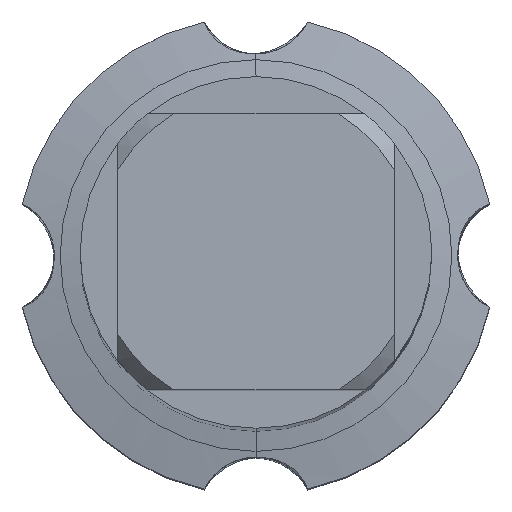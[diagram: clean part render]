
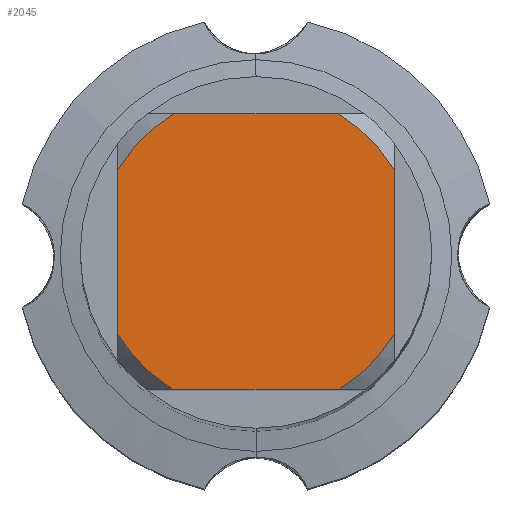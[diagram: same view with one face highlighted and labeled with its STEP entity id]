
A CAD part, top view. The second image highlights one B-rep face of the part: STEP entity #2045.
In plain terms, the highlighted planar face has unit normal (0, 0, 1).
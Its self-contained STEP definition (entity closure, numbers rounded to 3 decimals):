
#1817=EDGE_CURVE('',#3199,#1923,#5359,.T.);
#1849=EDGE_CURVE('',#2617,#5097,#5396,.T.);
#1923=VERTEX_POINT('',#5475);
#2045=ADVANCED_FACE('',(#5607),#5608,.T.);
#2323=EDGE_CURVE('',#3199,#5159,#5914,.T.);
#2601=EDGE_CURVE('',#3469,#3579,#6211,.T.);
#2617=VERTEX_POINT('',#6228);
#2639=EDGE_CURVE('',#2617,#1923,#6252,.T.);
#2921=EDGE_CURVE('',#3469,#5097,#6569,.T.);
#2957=EDGE_CURVE('',#5015,#3579,#6608,.T.);
#3199=VERTEX_POINT('',#6877);
#3469=VERTEX_POINT('',#7177);
#3579=VERTEX_POINT('',#7290);
#4769=EDGE_CURVE('',#5015,#5159,#8569,.T.);
#5015=VERTEX_POINT('',#8836);
#5097=VERTEX_POINT('',#8926);
#5159=VERTEX_POINT('',#8992);
#5359=LINE('',#9279,#9280);
#5396=LINE('',#9344,#9345);
#5475=CARTESIAN_POINT('',(5.5,3.273,0.0));
#5607=FACE_OUTER_BOUND('',#10281,.T.);
#5608=PLANE('',#10282);
#5914=CIRCLE('',#11417,6.4);
#6211=LINE('',#12727,#12728);
#6228=CARTESIAN_POINT('',(3.273,5.5,0.0));
#6252=CIRCLE('',#12908,6.4);
#6569=CIRCLE('',#14004,6.4);
#6608=CIRCLE('',#14219,6.4);
#6877=CARTESIAN_POINT('',(5.5,-3.273,0.0));
#7177=CARTESIAN_POINT('',(-5.5,3.273,0.0));
#7290=CARTESIAN_POINT('',(-5.5,-3.273,0.0));
#8569=LINE('',#22221,#22222);
#8836=CARTESIAN_POINT('',(-3.273,-5.5,0.0));
#8926=CARTESIAN_POINT('',(-3.273,5.5,0.0));
#8992=CARTESIAN_POINT('',(3.273,-5.5,0.0));
#9279=CARTESIAN_POINT('',(5.5,1.6,0.0));
#9280=VECTOR('',#24741,1.0);
#9344=CARTESIAN_POINT('',(0.0,5.5,0.0));
#9345=VECTOR('',#24791,1.0);
#10281=EDGE_LOOP('',(#25000,#25001,#25002,#25003,#25004,#25005,#25006,#25007));
#10282=AXIS2_PLACEMENT_3D('',#25008,#25009,#25010);
#11417=AXIS2_PLACEMENT_3D('',#25583,#25584,#25585);
#12727=CARTESIAN_POINT('',(-5.5,1.6,0.0));
#12728=VECTOR('',#25854,1.0);
#12908=AXIS2_PLACEMENT_3D('',#25890,#25891,#25892);
#14004=AXIS2_PLACEMENT_3D('',#26391,#26392,#26393);
#14219=AXIS2_PLACEMENT_3D('',#26429,#26430,#26431);
#22221=CARTESIAN_POINT('',(0.0,-5.5,0.0));
#22222=VECTOR('',#28408,1.0);
#24741=DIRECTION('',(-0.0,1.0,0.0));
#24791=DIRECTION('',(-1.0,0.0,0.0));
#25000=ORIENTED_EDGE('',*,*,#2601,.T.);
#25001=ORIENTED_EDGE('',*,*,#2957,.F.);
#25002=ORIENTED_EDGE('',*,*,#4769,.T.);
#25003=ORIENTED_EDGE('',*,*,#2323,.F.);
#25004=ORIENTED_EDGE('',*,*,#1817,.T.);
#25005=ORIENTED_EDGE('',*,*,#2639,.F.);
#25006=ORIENTED_EDGE('',*,*,#1849,.T.);
#25007=ORIENTED_EDGE('',*,*,#2921,.F.);
#25008=CARTESIAN_POINT('',(0.0,3.2,0.0));
#25009=DIRECTION('',(-0.0,0.0,1.0));
#25010=DIRECTION('',(0.0,-1.0,0.0));
#25583=CARTESIAN_POINT('',(0.0,0.0,0.0));
#25584=DIRECTION('',(0.0,0.0,-1.0));
#25585=DIRECTION('',(0.0,1.0,0.0));
#25854=DIRECTION('',(-0.0,-1.0,0.0));
#25890=CARTESIAN_POINT('',(0.0,0.0,0.0));
#25891=DIRECTION('',(0.0,0.0,-1.0));
#25892=DIRECTION('',(0.0,1.0,0.0));
#26391=CARTESIAN_POINT('',(0.0,0.0,0.0));
#26392=DIRECTION('',(0.0,0.0,-1.0));
#26393=DIRECTION('',(0.0,1.0,0.0));
#26429=CARTESIAN_POINT('',(0.0,0.0,0.0));
#26430=DIRECTION('',(0.0,0.0,-1.0));
#26431=DIRECTION('',(0.0,1.0,0.0));
#28408=DIRECTION('',(1.0,0.0,0.0));
